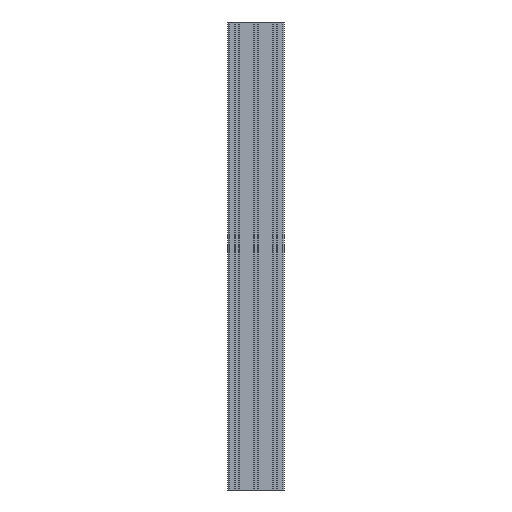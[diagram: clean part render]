
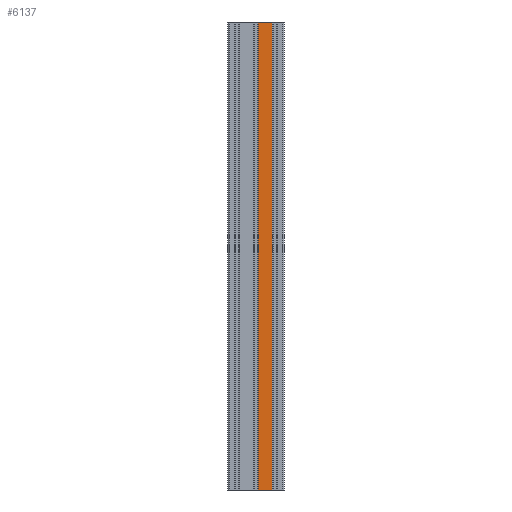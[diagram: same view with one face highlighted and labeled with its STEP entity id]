
A CAD part, front view. The second image highlights one B-rep face of the part: STEP entity #6137.
In plain terms, the highlighted planar face has unit normal (0, -1, 0).
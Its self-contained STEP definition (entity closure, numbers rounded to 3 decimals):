
#622=FACE_OUTER_BOUND($,#940,.T.);
#940=EDGE_LOOP($,(#4416,#4417,#4418,#4419));
#1378=LINE($,#9533,#2002);
#1379=LINE($,#9536,#2003);
#1380=LINE($,#9538,#2004);
#1381=LINE($,#9539,#2005);
#2002=VECTOR($,#7639,1000.);
#2003=VECTOR($,#7642,30.);
#2004=VECTOR($,#7643,30.);
#2005=VECTOR($,#7644,1000.);
#2632=VERTEX_POINT($,#9529);
#2633=VERTEX_POINT($,#9531);
#2634=VERTEX_POINT($,#9535);
#2635=VERTEX_POINT($,#9537);
#3368=EDGE_CURVE($,#2632,#2633,#1378,.T.);
#3369=EDGE_CURVE($,#2634,#2632,#1379,.T.);
#3370=EDGE_CURVE($,#2635,#2633,#1380,.T.);
#3371=EDGE_CURVE($,#2634,#2635,#1381,.T.);
#4416=ORIENTED_EDGE($,*,*,#3369,.T.);
#4417=ORIENTED_EDGE($,*,*,#3368,.T.);
#4418=ORIENTED_EDGE($,*,*,#3370,.F.);
#4419=ORIENTED_EDGE($,*,*,#3371,.F.);
#5923=PLANE($,#6569);
#6137=ADVANCED_FACE($,(#622),#5923,.T.);
#6569=AXIS2_PLACEMENT_3D($,#9534,#7640,#7641);
#7639=DIRECTION($,(0.,0.,1.));
#7640=DIRECTION('center_axis',(0.,-1.,0.));
#7641=DIRECTION('ref_axis',(1.,0.,0.));
#7642=DIRECTION($,(1.,0.,0.));
#7643=DIRECTION($,(1.,0.,0.));
#7644=DIRECTION($,(0.,0.,1.));
#9529=CARTESIAN_POINT('',(35.,-20.,0.));
#9531=CARTESIAN_POINT('',(35.,-20.,1000.));
#9533=CARTESIAN_POINT($,(35.,-20.,0.));
#9534=CARTESIAN_POINT('Origin',(5.,-20.,0.));
#9535=CARTESIAN_POINT('',(5.,-20.,0.));
#9536=CARTESIAN_POINT($,(5.,-20.,0.));
#9537=CARTESIAN_POINT('',(5.,-20.,1000.));
#9538=CARTESIAN_POINT($,(5.,-20.,1000.));
#9539=CARTESIAN_POINT($,(5.,-20.,0.));
